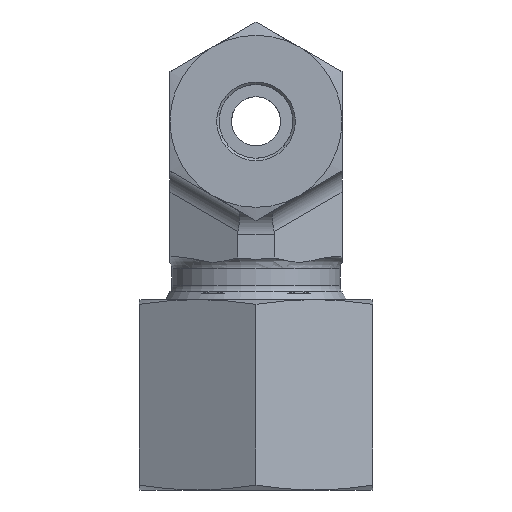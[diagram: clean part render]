
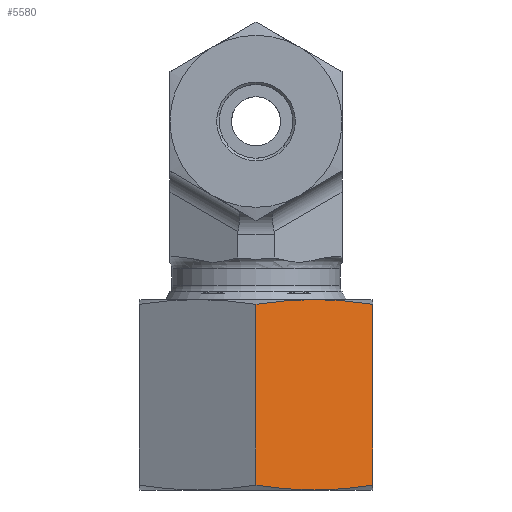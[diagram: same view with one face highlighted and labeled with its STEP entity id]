
A CAD part, front view. The second image highlights one B-rep face of the part: STEP entity #5580.
In plain terms, the highlighted face is planar.
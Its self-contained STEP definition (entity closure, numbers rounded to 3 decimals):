
#4965=CARTESIAN_POINT('',(4.75,8.227,15.5));
#4966=VERTEX_POINT('',#4965);
#5144=CARTESIAN_POINT('',(0.,10.97,15.106));
#5145=VERTEX_POINT('',#5144);
#5146=CARTESIAN_POINT('',(0.,10.97,15.106));
#5147=CARTESIAN_POINT('',(2.546,9.5,15.5));
#5148=CARTESIAN_POINT('',(4.75,8.227,15.5));
#5156=(BOUNDED_CURVE()B_SPLINE_CURVE(2,(#5146,#5147,#5148),.UNSPECIFIED.,.F.,.U.)B_SPLINE_CURVE_WITH_KNOTS((3,3),(0.977,1.668),.UNSPECIFIED.)CURVE()GEOMETRIC_REPRESENTATION_ITEM()RATIONAL_B_SPLINE_CURVE((1.109,1.093,1.0))REPRESENTATION_ITEM(''));
#5157=EDGE_CURVE('',#5145,#4966,#5156,.T.);
#5181=CARTESIAN_POINT('',(9.5,5.485,15.106));
#5182=VERTEX_POINT('',#5181);
#5183=CARTESIAN_POINT('',(4.75,8.227,15.5));
#5184=CARTESIAN_POINT('',(6.954,6.954,15.5));
#5185=CARTESIAN_POINT('',(9.5,5.485,15.106));
#5193=(BOUNDED_CURVE()B_SPLINE_CURVE(2,(#5183,#5184,#5185),.UNSPECIFIED.,.F.,.U.)B_SPLINE_CURVE_WITH_KNOTS((3,3),(1.668,2.358),.UNSPECIFIED.)CURVE()GEOMETRIC_REPRESENTATION_ITEM()RATIONAL_B_SPLINE_CURVE((1.0,1.093,1.109))REPRESENTATION_ITEM(''));
#5194=EDGE_CURVE('',#4966,#5182,#5193,.T.);
#5292=CARTESIAN_POINT('',(9.5,5.485,0.394));
#5293=VERTEX_POINT('',#5292);
#5294=CARTESIAN_POINT('',(4.75,8.227,0.0));
#5295=VERTEX_POINT('',#5294);
#5296=CARTESIAN_POINT('',(9.5,5.485,0.394));
#5297=CARTESIAN_POINT('',(6.954,6.954,0.));
#5298=CARTESIAN_POINT('',(4.75,8.227,0.0));
#5306=(BOUNDED_CURVE()B_SPLINE_CURVE(2,(#5296,#5297,#5298),.UNSPECIFIED.,.F.,.U.)B_SPLINE_CURVE_WITH_KNOTS((3,3),(0.977,1.668),.UNSPECIFIED.)CURVE()GEOMETRIC_REPRESENTATION_ITEM()RATIONAL_B_SPLINE_CURVE((1.109,1.093,1.0))REPRESENTATION_ITEM(''));
#5307=EDGE_CURVE('',#5293,#5295,#5306,.T.);
#5339=CARTESIAN_POINT('',(0.,10.97,0.394));
#5340=VERTEX_POINT('',#5339);
#5356=CARTESIAN_POINT('',(4.75,8.227,0.0));
#5357=CARTESIAN_POINT('',(2.546,9.5,0.));
#5358=CARTESIAN_POINT('',(0.,10.97,0.394));
#5366=(BOUNDED_CURVE()B_SPLINE_CURVE(2,(#5356,#5357,#5358),.UNSPECIFIED.,.F.,.U.)B_SPLINE_CURVE_WITH_KNOTS((3,3),(1.668,2.358),.UNSPECIFIED.)CURVE()GEOMETRIC_REPRESENTATION_ITEM()RATIONAL_B_SPLINE_CURVE((1.0,1.093,1.109))REPRESENTATION_ITEM(''));
#5367=EDGE_CURVE('',#5295,#5340,#5366,.T.);
#5557=CARTESIAN_POINT('',(0.,10.97,0.0));
#5558=DIRECTION('',(0.5,0.866,0.0));
#5559=DIRECTION('',(0.0,0.0,-1.0));
#5560=AXIS2_PLACEMENT_3D('',#5557,#5558,#5559);
#5561=PLANE('',#5560);
#5562=ORIENTED_EDGE('',*,*,#5157,.T.);
#5563=ORIENTED_EDGE('',*,*,#5194,.T.);
#5564=CARTESIAN_POINT('',(9.5,5.485,0.394));
#5565=DIRECTION('',(0.0,0.0,1.0));
#5566=VECTOR('',#5565,14.712);
#5567=LINE('',#5564,#5566);
#5568=EDGE_CURVE('',#5293,#5182,#5567,.T.);
#5569=ORIENTED_EDGE('',*,*,#5568,.F.);
#5570=ORIENTED_EDGE('',*,*,#5307,.T.);
#5571=ORIENTED_EDGE('',*,*,#5367,.T.);
#5572=CARTESIAN_POINT('',(0.,10.97,0.394));
#5573=DIRECTION('',(0.0,0.0,1.0));
#5574=VECTOR('',#5573,14.712);
#5575=LINE('',#5572,#5574);
#5576=EDGE_CURVE('',#5340,#5145,#5575,.T.);
#5577=ORIENTED_EDGE('',*,*,#5576,.T.);
#5578=EDGE_LOOP('',(#5562,#5563,#5569,#5570,#5571,#5577));
#5579=FACE_OUTER_BOUND('',#5578,.T.);
#5580=ADVANCED_FACE('',(#5579),#5561,.T.);
